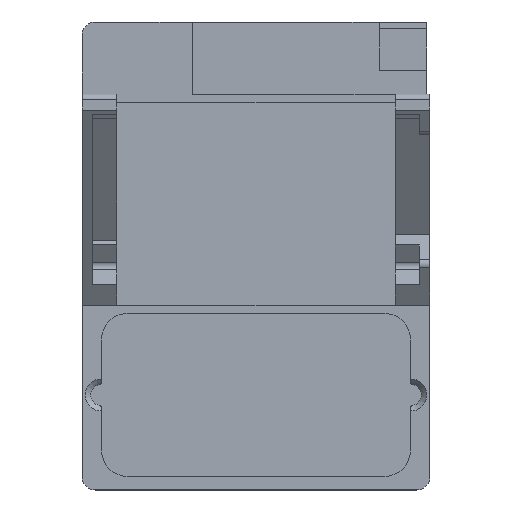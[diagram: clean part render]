
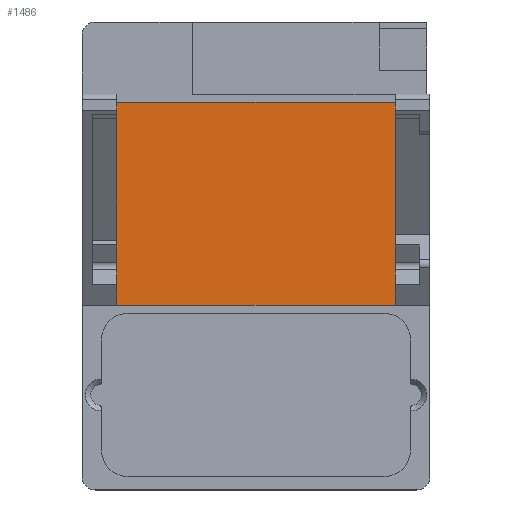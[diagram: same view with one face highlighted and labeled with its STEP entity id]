
A CAD part, top view. The second image highlights one B-rep face of the part: STEP entity #1486.
In plain terms, the highlighted planar face has unit normal (0, 0, 1).
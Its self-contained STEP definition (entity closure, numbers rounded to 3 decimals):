
#145=FACE_OUTER_BOUND('',#224,.T.);
#224=EDGE_LOOP('',(#1254,#1255,#1256,#1257));
#306=LINE('',#2188,#475);
#397=LINE('',#2474,#566);
#398=LINE('',#2476,#567);
#399=LINE('',#2477,#568);
#475=VECTOR('',#1748,10.);
#566=VECTOR('',#1979,10.);
#567=VECTOR('',#1980,10.);
#568=VECTOR('',#1981,10.);
#639=VERTEX_POINT('',#2185);
#640=VERTEX_POINT('',#2187);
#725=VERTEX_POINT('',#2473);
#726=VERTEX_POINT('',#2475);
#796=EDGE_CURVE('',#639,#640,#306,.T.);
#923=EDGE_CURVE('',#725,#639,#397,.T.);
#924=EDGE_CURVE('',#726,#725,#398,.T.);
#925=EDGE_CURVE('',#640,#726,#399,.T.);
#1254=ORIENTED_EDGE('',*,*,#923,.F.);
#1255=ORIENTED_EDGE('',*,*,#924,.F.);
#1256=ORIENTED_EDGE('',*,*,#925,.F.);
#1257=ORIENTED_EDGE('',*,*,#796,.F.);
#1418=PLANE('',#1616);
#1486=ADVANCED_FACE('',(#145),#1418,.T.);
#1616=AXIS2_PLACEMENT_3D('',#2472,#1977,#1978);
#1748=DIRECTION('',(0.,1.,0.));
#1977=DIRECTION('center_axis',(0.,0.,1.));
#1978=DIRECTION('ref_axis',(1.,0.,0.));
#1979=DIRECTION('',(-1.,0.,0.));
#1980=DIRECTION('',(0.,-1.,0.));
#1981=DIRECTION('',(1.,0.,0.));
#2185=CARTESIAN_POINT('',(219.188,-22.724,0.1));
#2187=CARTESIAN_POINT('',(219.188,53.088,0.1));
#2188=CARTESIAN_POINT('',(219.188,15.932,0.1));
#2472=CARTESIAN_POINT('Origin',(271.188,15.182,0.1));
#2473=CARTESIAN_POINT('',(323.188,-22.724,0.1));
#2474=CARTESIAN_POINT('',(303.688,-22.724,0.1));
#2475=CARTESIAN_POINT('',(323.188,53.088,0.1));
#2476=CARTESIAN_POINT('',(323.188,22.682,0.1));
#2477=CARTESIAN_POINT('',(238.688,53.088,0.1));
